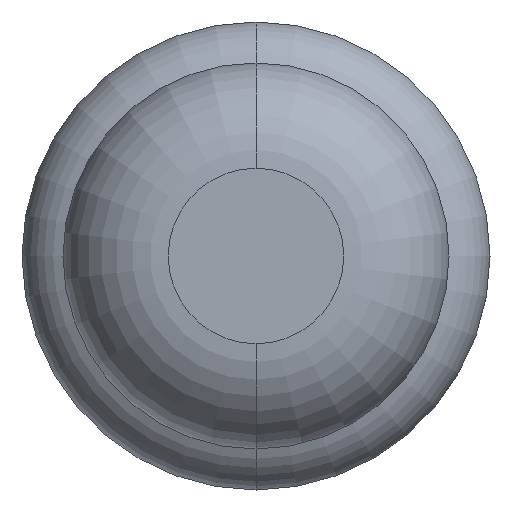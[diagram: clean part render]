
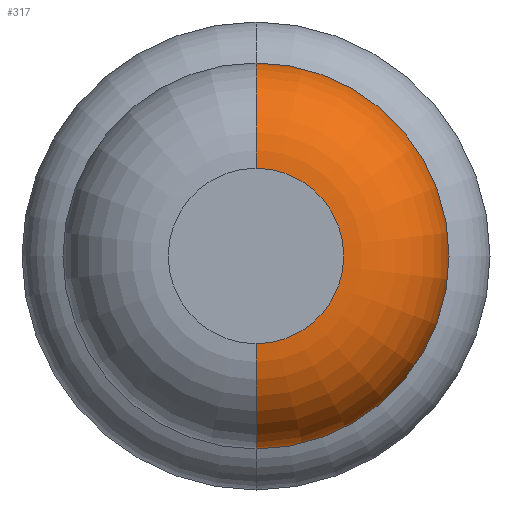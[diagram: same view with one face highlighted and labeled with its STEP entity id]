
A CAD part, front view. The second image highlights one B-rep face of the part: STEP entity #317.
In plain terms, the highlighted toroidal (fillet/blend) face has major radius 0.375 mm and minor radius 0.45 mm.
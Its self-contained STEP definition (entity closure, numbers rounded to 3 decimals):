
#41 = CARTESIAN_POINT ( 'NONE',  ( 0., -29., -0.375 ) ) ;
#70 = CARTESIAN_POINT ( 'NONE',  ( 0., -28.55, 0. ) ) ;
#103 = VERTEX_POINT ( 'NONE', #2698 ) ;
#262 = CARTESIAN_POINT ( 'NONE',  ( 0., -28.55, -0.825 ) ) ;
#285 = VERTEX_POINT ( 'NONE', #2732 ) ;
#312 = CIRCLE ( 'NONE', #3243, 0.375 ) ;
#317 = ADVANCED_FACE ( 'Defeature ausgef�hrt1_2', ( #3464 ), #1082, .T. ) ;
#322 = CIRCLE ( 'NONE', #1699, 0.45 ) ;
#506 = EDGE_CURVE ( 'Defeature ausgef�hrt1_3+Defeature ausgef�hrt1_2+Defeature ausgef�hrt1_2+Defeature ausgef�hrt1_2', #285, #3729, #2485, .T. ) ;
#516 = ORIENTED_EDGE ( 'NONE', *, *, #3109, .T. ) ;
#964 = AXIS2_PLACEMENT_3D ( 'NONE', #1215, #1266, #3737 ) ;
#1082 = TOROIDAL_SURFACE ( 'NONE', #964, 0.375, 0.45 ) ;
#1215 = CARTESIAN_POINT ( 'NONE',  ( 0., -28.55, 0. ) ) ;
#1266 = DIRECTION ( 'NONE',  ( 0., 1., 0. ) ) ;
#1273 = DIRECTION ( 'NONE',  ( 0., 1., 0. ) ) ;
#1579 = AXIS2_PLACEMENT_3D ( 'NONE', #3896, #3221, #1703 ) ;
#1699 = AXIS2_PLACEMENT_3D ( 'NONE', #3806, #1907, #3387 ) ;
#1703 = DIRECTION ( 'NONE',  ( 0., 0., -1. ) ) ;
#1885 = EDGE_CURVE ( 'NONE', #103, #285, #322, .T. ) ;
#1907 = DIRECTION ( 'NONE',  ( -1., 0., 0. ) ) ;
#2068 = ORIENTED_EDGE ( 'NONE', *, *, #2634, .T. ) ;
#2241 = AXIS2_PLACEMENT_3D ( 'NONE', #70, #1273, #3482 ) ;
#2368 = CIRCLE ( 'NONE', #1579, 0.45 ) ;
#2485 = CIRCLE ( 'NONE', #2241, 0.825 ) ;
#2634 = EDGE_CURVE ( 'Defeature ausgef�hrt1_2+Defeature ausgef�hrt1_1+Defeature ausgef�hrt1_1+Defeature ausgef�hrt1_1', #103, #2710, #312, .T. ) ;
#2698 = CARTESIAN_POINT ( 'NONE',  ( 0., -29., 0.375 ) ) ;
#2710 = VERTEX_POINT ( 'NONE', #41 ) ;
#2732 = CARTESIAN_POINT ( 'NONE',  ( 0., -28.55, 0.825 ) ) ;
#3109 = EDGE_CURVE ( 'NONE', #2710, #3729, #2368, .T. ) ;
#3135 = ORIENTED_EDGE ( 'NONE', *, *, #1885, .F. ) ;
#3221 = DIRECTION ( 'NONE',  ( 1., 0., 0. ) ) ;
#3243 = AXIS2_PLACEMENT_3D ( 'NONE', #3713, #3682, #4035 ) ;
#3387 = DIRECTION ( 'NONE',  ( 0., 0., 1. ) ) ;
#3410 = EDGE_LOOP ( 'NONE', ( #2068, #516, #3691, #3135 ) ) ;
#3464 = FACE_OUTER_BOUND ( 'NONE', #3410, .T. ) ;
#3482 = DIRECTION ( 'NONE',  ( 0., 0., 1. ) ) ;
#3682 = DIRECTION ( 'NONE',  ( 0., 1., 0. ) ) ;
#3691 = ORIENTED_EDGE ( 'NONE', *, *, #506, .F. ) ;
#3713 = CARTESIAN_POINT ( 'NONE',  ( 0., -29., 0. ) ) ;
#3729 = VERTEX_POINT ( 'NONE', #262 ) ;
#3737 = DIRECTION ( 'NONE',  ( 0., 0., 1. ) ) ;
#3806 = CARTESIAN_POINT ( 'NONE',  ( 0., -28.55, 0.375 ) ) ;
#3896 = CARTESIAN_POINT ( 'NONE',  ( 0., -28.55, -0.375 ) ) ;
#4035 = DIRECTION ( 'NONE',  ( 0., 0., 1. ) ) ;
